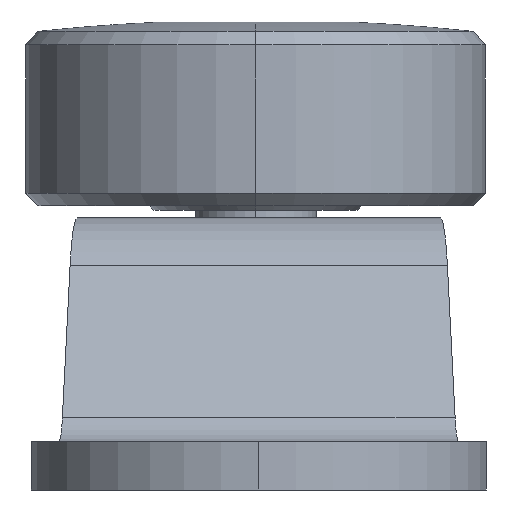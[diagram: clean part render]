
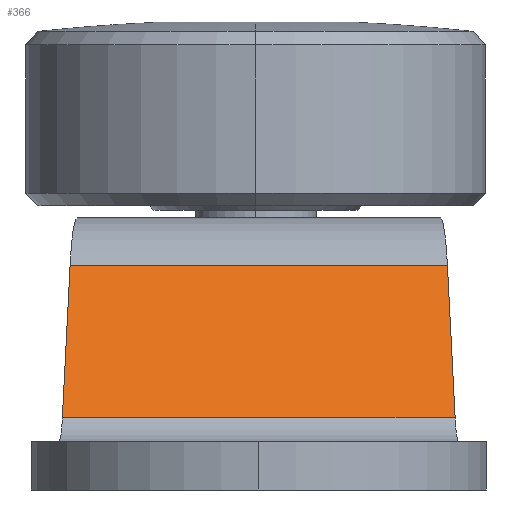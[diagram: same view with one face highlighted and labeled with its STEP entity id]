
A CAD part, front view. The second image highlights one B-rep face of the part: STEP entity #366.
In plain terms, the highlighted planar face has unit normal (0, -0.862, 0.507).
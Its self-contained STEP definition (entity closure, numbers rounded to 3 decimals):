
#366=ADVANCED_FACE('',(#916),#917,.T.);
#480=VERTEX_POINT('',#1043);
#484=VERTEX_POINT('',#1047);
#486=EDGE_CURVE('',#484,#480,#1049,.T.);
#510=VERTEX_POINT('',#1073);
#512=EDGE_CURVE('',#510,#484,#1075,.T.);
#516=VERTEX_POINT('',#1079);
#518=EDGE_CURVE('',#516,#480,#1081,.T.);
#520=EDGE_CURVE('',#516,#510,#1083,.T.);
#916=FACE_OUTER_BOUND('',#1488,.T.);
#917=PLANE('',#1489);
#1043=CARTESIAN_POINT('',(1.488,25.223,2.986));
#1047=CARTESIAN_POINT('',(1.807,28.926,9.279));
#1049=LINE('',#1661,#1662);
#1073=CARTESIAN_POINT('',(17.399,28.926,9.279));
#1075=LINE('',#1700,#1701);
#1079=CARTESIAN_POINT('',(17.718,25.223,2.986));
#1081=LINE('',#1709,#1710);
#1083=LINE('',#1713,#1714);
#1488=EDGE_LOOP('',(#2280,#2281,#2282,#2283));
#1489=AXIS2_PLACEMENT_3D('',#2284,#2285,#2286);
#1661=CARTESIAN_POINT('',(1.828,29.179,9.707));
#1662=VECTOR('',#2433,1.0);
#1700=CARTESIAN_POINT('',(19.035,28.926,9.279));
#1701=VECTOR('',#2447,1.0);
#1709=CARTESIAN_POINT('',(19.035,25.223,2.986));
#1710=VECTOR('',#2451,1.0);
#1713=CARTESIAN_POINT('',(17.17,31.588,13.801));
#1714=VECTOR('',#2452,1.0);
#2280=ORIENTED_EDGE('',*,*,#486,.T.);
#2281=ORIENTED_EDGE('',*,*,#518,.F.);
#2282=ORIENTED_EDGE('',*,*,#520,.T.);
#2283=ORIENTED_EDGE('',*,*,#512,.T.);
#2284=CARTESIAN_POINT('',(19.035,28.926,9.279));
#2285=DIRECTION('',(0.0,-0.862,0.507));
#2286=DIRECTION('',(0.0,0.507,0.862));
#2433=DIRECTION('',(-0.044,-0.507,-0.861));
#2447=DIRECTION('',(-1.0,0.0,0.0));
#2451=DIRECTION('',(-1.0,0.0,0.0));
#2452=DIRECTION('',(-0.044,0.507,0.861));
